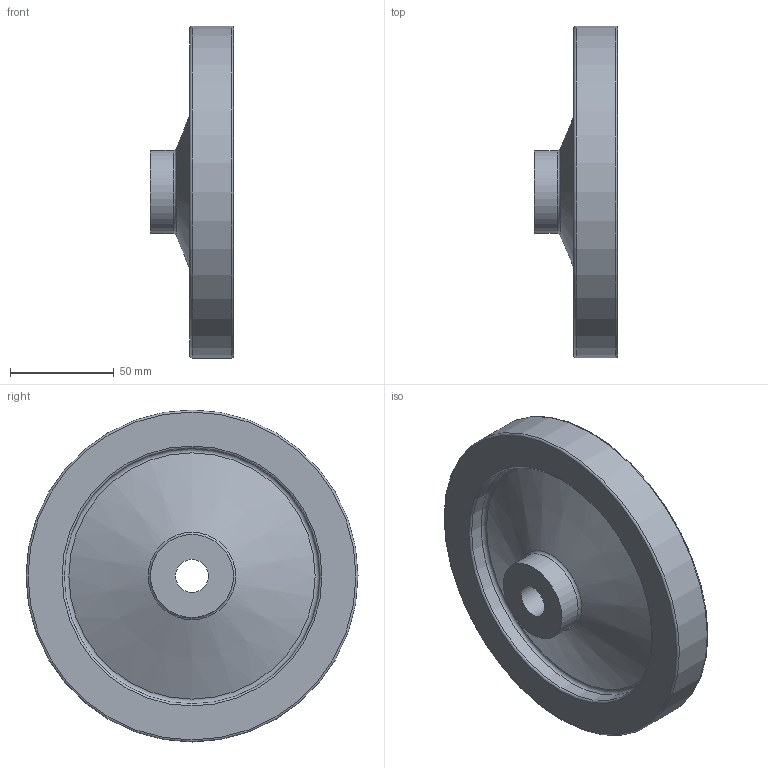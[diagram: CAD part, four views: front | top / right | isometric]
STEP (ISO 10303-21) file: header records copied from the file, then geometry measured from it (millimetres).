
FILE_DESCRIPTION( ( 'STEP AP214' ), '1' );
FILE_NAME( 'K0161.01160X16.stp', '2020-11-26T10:19:15', ( '' ), ( '' ), ' ', 'PARTsolutions', ' ' );
FILE_SCHEMA( ( 'AUTOMOTIVE_DESIGN { 1 0 10303 214 1 1 1 1 }' ) );
Length unit declared in the file: millimetre
Products named in the file (1): _K0161.01160X16
Bounding box: 40 x 160 x 160 mm (x, y, z)
Volume: 258354.7 mm3; surface area: 59465.7 mm2
Topology: 1 solids, 1 shells, 19 faces, 35 edges, 20 vertices
Faces by surface type: torus 7, cylinder 6, plane 4, cone 2
Full cylindrical faces by diameter (mm): 16 x1, 40 x2, 118.4 x1, 123.28 x1, 160 x1
Entity records: 556 total; most frequent: DIRECTION 78, CARTESIAN_POINT 58, AXIS2_PLACEMENT_3D 39, EDGE_LOOP 38, ORIENTED_EDGE 38, FACE_OUTER_BOUND 32, STYLED_ITEM 19, PRESENTATION_STYLE_ASSIGNMENT 19
